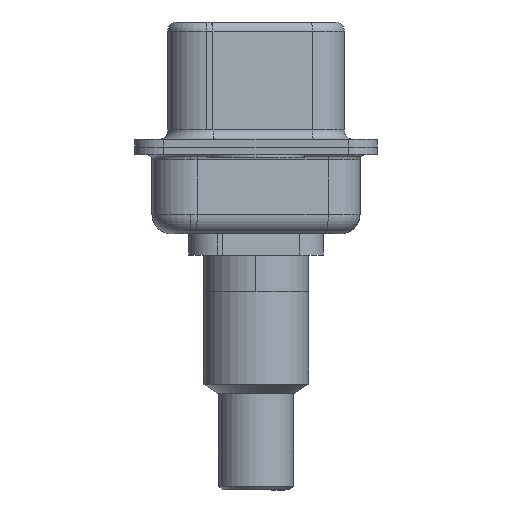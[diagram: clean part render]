
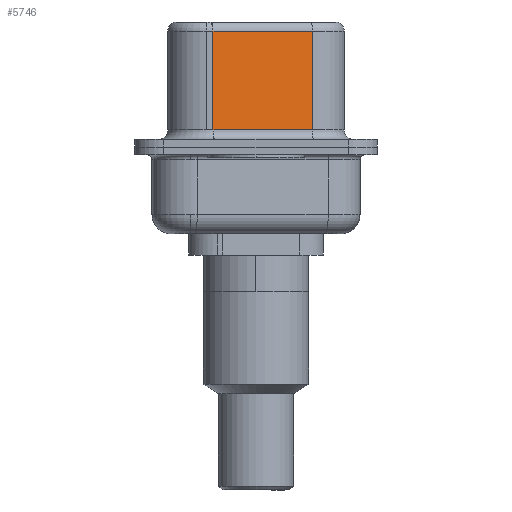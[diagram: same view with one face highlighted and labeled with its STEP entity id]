
A CAD part, left-side view. The second image highlights one B-rep face of the part: STEP entity #5746.
In plain terms, the highlighted planar face has unit normal (-0.985, -0.174, 0).
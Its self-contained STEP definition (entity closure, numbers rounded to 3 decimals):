
#1 = DIRECTION ( 'NONE',  ( -0.174, 0.985, 0. ) ) ;
#427 = VERTEX_POINT ( 'NONE', #18065 ) ;
#431 = LINE ( 'NONE', #9760, #8740 ) ;
#1774 = VERTEX_POINT ( 'NONE', #19375 ) ;
#1893 = CARTESIAN_POINT ( 'NONE',  ( 4.58, -2.927, 0.9 ) ) ;
#3011 = FACE_OUTER_BOUND ( 'NONE', #14463, .T. ) ;
#3674 = DIRECTION ( 'NONE',  ( 0.174, -0.985, 0. ) ) ;
#4777 = CARTESIAN_POINT ( 'NONE',  ( 3.67, 2.233, 6.52 ) ) ;
#5107 = EDGE_CURVE ( 'NONE', #427, #16246, #8327, .T. ) ;
#5746 = ADVANCED_FACE ( 'NONE', ( #3011 ), #17957, .F. ) ;
#7193 = EDGE_CURVE ( 'NONE', #16246, #18072, #8009, .T. ) ;
#7863 = CARTESIAN_POINT ( 'NONE',  ( 3.67, 2.233, 6.02 ) ) ;
#8009 = LINE ( 'NONE', #4777, #21064 ) ;
#8327 = LINE ( 'NONE', #15921, #21980 ) ;
#8740 = VECTOR ( 'NONE', #17665, 1000. ) ;
#9371 = ORIENTED_EDGE ( 'NONE', *, *, #7193, .T. ) ;
#9760 = CARTESIAN_POINT ( 'NONE',  ( 4.58, -2.927, 6.52 ) ) ;
#9933 = CARTESIAN_POINT ( 'NONE',  ( 3.67, 2.233, 0.9 ) ) ;
#11022 = EDGE_CURVE ( 'NONE', #427, #1774, #431, .T. ) ;
#12110 = CARTESIAN_POINT ( 'NONE',  ( 4.58, -2.927, 6.52 ) ) ;
#12480 = LINE ( 'NONE', #1893, #20778 ) ;
#13116 = AXIS2_PLACEMENT_3D ( 'NONE', #12110, #17654, #17684 ) ;
#14463 = EDGE_LOOP ( 'NONE', ( #14550, #22148, #9371, #21615 ) ) ;
#14550 = ORIENTED_EDGE ( 'NONE', *, *, #11022, .F. ) ;
#15921 = CARTESIAN_POINT ( 'NONE',  ( 4.58, -2.927, 6.02 ) ) ;
#16022 = EDGE_CURVE ( 'NONE', #18072, #1774, #12480, .T. ) ;
#16246 = VERTEX_POINT ( 'NONE', #7863 ) ;
#17089 = DIRECTION ( 'NONE',  ( 0., 0., -1. ) ) ;
#17654 = DIRECTION ( 'NONE',  ( 0.985, 0.174, 0. ) ) ;
#17665 = DIRECTION ( 'NONE',  ( 0., 0., -1. ) ) ;
#17684 = DIRECTION ( 'NONE',  ( -0.174, 0.985, 0. ) ) ;
#17957 = PLANE ( 'NONE',  #13116 ) ;
#18065 = CARTESIAN_POINT ( 'NONE',  ( 4.58, -2.927, 6.02 ) ) ;
#18072 = VERTEX_POINT ( 'NONE', #9933 ) ;
#19375 = CARTESIAN_POINT ( 'NONE',  ( 4.58, -2.927, 0.9 ) ) ;
#20778 = VECTOR ( 'NONE', #3674, 1000. ) ;
#21064 = VECTOR ( 'NONE', #17089, 1000. ) ;
#21615 = ORIENTED_EDGE ( 'NONE', *, *, #16022, .T. ) ;
#21980 = VECTOR ( 'NONE', #1, 1000. ) ;
#22148 = ORIENTED_EDGE ( 'NONE', *, *, #5107, .T. ) ;
